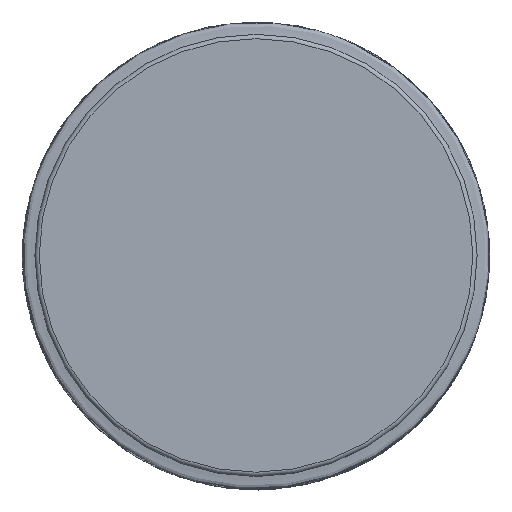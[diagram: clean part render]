
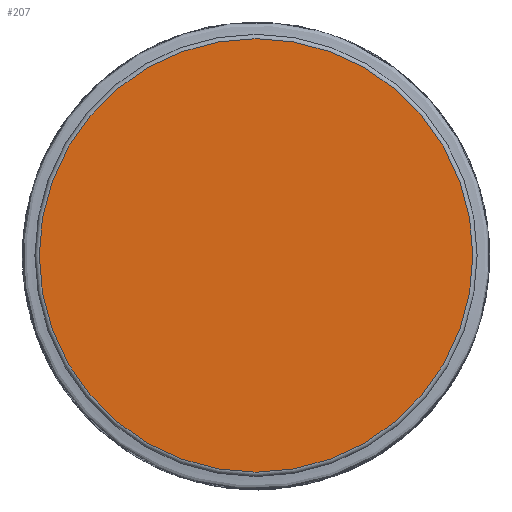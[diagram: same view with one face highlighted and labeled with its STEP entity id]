
A CAD part, top view. The second image highlights one B-rep face of the part: STEP entity #207.
In plain terms, the highlighted planar face has unit normal (0, 0, 1).
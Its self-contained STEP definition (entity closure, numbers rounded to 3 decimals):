
#207=ADVANCED_FACE('CLONE_TP_FACE',(#216),#214,.T.);
#214=PLANE('',#584);
#216=FACE_OUTER_BOUND('',#248,.T.);
#248=EDGE_LOOP('',(#280));
#280=ORIENTED_EDGE('',*,*,#303,.T.);
#283=VERTEX_POINT('',#762);
#303=EDGE_CURVE('',#283,#283,#319,.T.);
#319=CIRCLE('',#555,24.997);
#555=AXIS2_PLACEMENT_3D('',#761,#639,#640);
#584=AXIS2_PLACEMENT_3D('',#804,#697,#698);
#639=DIRECTION('',(0.,0.,1.));
#640=DIRECTION('',(-1.,0.,0.));
#697=DIRECTION('',(0.,0.,1.));
#698=DIRECTION('',(-1.,0.,0.));
#761=CARTESIAN_POINT('',(0.,0.,0.));
#762=CARTESIAN_POINT('',(-24.997,0.,0.));
#804=CARTESIAN_POINT('',(-11.005,0.,0.));
